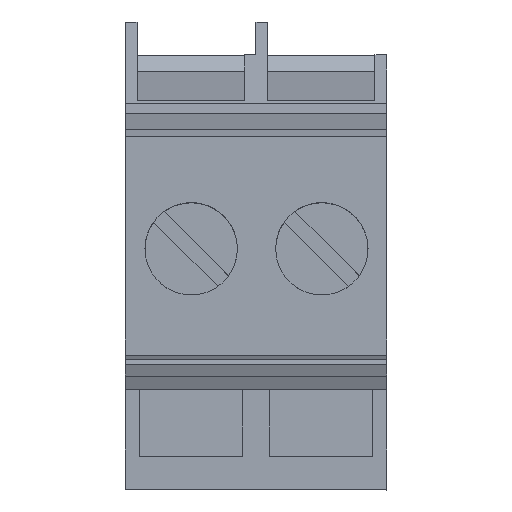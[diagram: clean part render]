
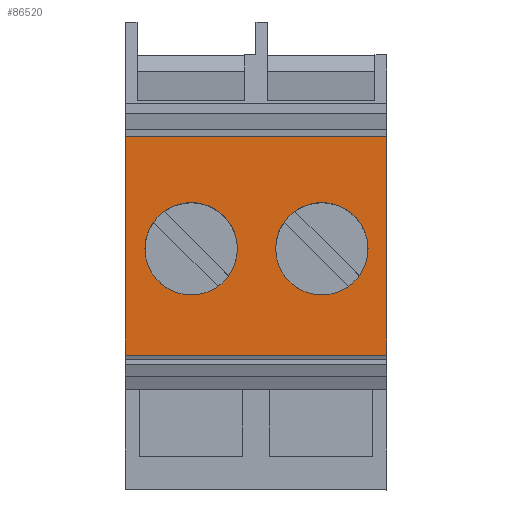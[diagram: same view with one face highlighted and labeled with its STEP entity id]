
A CAD part, top view. The second image highlights one B-rep face of the part: STEP entity #86520.
In plain terms, the highlighted face is planar.
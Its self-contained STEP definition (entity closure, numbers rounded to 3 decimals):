
#1090=CARTESIAN_POINT('',(-8.33,-27.351,
-4.6));
#1100=VERTEX_POINT('',#1090);
#1130=CARTESIAN_POINT('',(0.,-27.351,
-4.6));
#1140=DIRECTION('',(-1.,0.,0.));
#1150=VECTOR('',#1140,1.);
#1160=LINE('',#1130,#1150);
#1170=CARTESIAN_POINT('',(1.952,-27.351,
-4.6));
#1180=VERTEX_POINT('',#1170);
#1190=EDGE_CURVE('',#1180,#1100,#1160,.T.);
#3900=CARTESIAN_POINT('',(1.952,-27.351,
7.7));
#3910=VERTEX_POINT('',#3900);
#3940=CARTESIAN_POINT('',(0.,-27.351,
7.7));
#3950=DIRECTION('',(-1.,0.,0.));
#3960=VECTOR('',#3950,1.);
#3970=LINE('',#3940,#3960);
#3980=CARTESIAN_POINT('',(-8.33,-27.351,
7.7));
#3990=VERTEX_POINT('',#3980);
#4000=EDGE_CURVE('',#3910,#3990,#3970,.T.);
#86010=CARTESIAN_POINT('',(1.686,-27.351,
1.55));
#86020=DIRECTION('',(0.,1.,0.));
#86030=DIRECTION('',(1.,0.,0.));
#86040=AXIS2_PLACEMENT_3D('',#86010,#86020,#86030);
#86050=PLANE('',#86040);
#86060=CARTESIAN_POINT('',(-3.05,-27.351,
-1.5));
#86070=DIRECTION('',(0.,-1.,0.));
#86080=DIRECTION('',(-1.,0.,0.));
#86090=AXIS2_PLACEMENT_3D('',#86060,#86070,#86080);
#86100=CIRCLE('',#86090,2.175);
#86110=CARTESIAN_POINT('',(-0.875,-27.351,
-1.5));
#86120=VERTEX_POINT('',#86110);
#86130=CARTESIAN_POINT('',(-5.225,-27.351,
-1.5));
#86140=VERTEX_POINT('',#86130);
#86150=EDGE_CURVE('',#86120,#86140,#86100,.T.);
#86160=ORIENTED_EDGE('',*,*,#86150,.F.);
#86170=EDGE_CURVE('',#86140,#86120,#86100,.T.);
#86180=ORIENTED_EDGE('',*,*,#86170,.F.);
#86190=EDGE_LOOP('',(#86180,#86160));
#86200=FACE_BOUND('',#86190,.T.);
#86210=ORIENTED_EDGE('',*,*,#4000,.T.);
#86220=CARTESIAN_POINT('',(1.952,-27.351,
0.));
#86230=DIRECTION('',(0.,0.,1.));
#86240=VECTOR('',#86230,1.);
#86250=LINE('',#86220,#86240);
#86260=EDGE_CURVE('',#1180,#3910,#86250,.T.);
#86270=ORIENTED_EDGE('',*,*,#86260,.T.);
#86280=ORIENTED_EDGE('',*,*,#1190,.F.);
#86290=CARTESIAN_POINT('',(-8.33,-27.351,
0.));
#86300=DIRECTION('',(0.,0.,1.));
#86310=VECTOR('',#86300,1.);
#86320=LINE('',#86290,#86310);
#86330=EDGE_CURVE('',#1100,#3990,#86320,.T.);
#86340=ORIENTED_EDGE('',*,*,#86330,.F.);
#86350=EDGE_LOOP('',(#86340,#86280,#86270,#86210));
#86360=FACE_OUTER_BOUND('',#86350,.T.);
#86370=CARTESIAN_POINT('',(-3.05,-27.351,
4.65));
#86380=DIRECTION('',(0.,-1.,0.));
#86390=DIRECTION('',(-1.,0.,0.));
#86400=AXIS2_PLACEMENT_3D('',#86370,#86380,#86390);
#86410=CIRCLE('',#86400,2.175);
#86420=CARTESIAN_POINT('',(-0.875,-27.351,
4.65));
#86430=VERTEX_POINT('',#86420);
#86440=CARTESIAN_POINT('',(-5.225,-27.351,
4.65));
#86450=VERTEX_POINT('',#86440);
#86460=EDGE_CURVE('',#86430,#86450,#86410,.T.);
#86470=ORIENTED_EDGE('',*,*,#86460,.F.);
#86480=EDGE_CURVE('',#86450,#86430,#86410,.T.);
#86490=ORIENTED_EDGE('',*,*,#86480,.F.);
#86500=EDGE_LOOP('',(#86490,#86470));
#86510=FACE_BOUND('',#86500,.T.);
#86520=ADVANCED_FACE('',(#86200,#86360,#86510),#86050,.F.);
